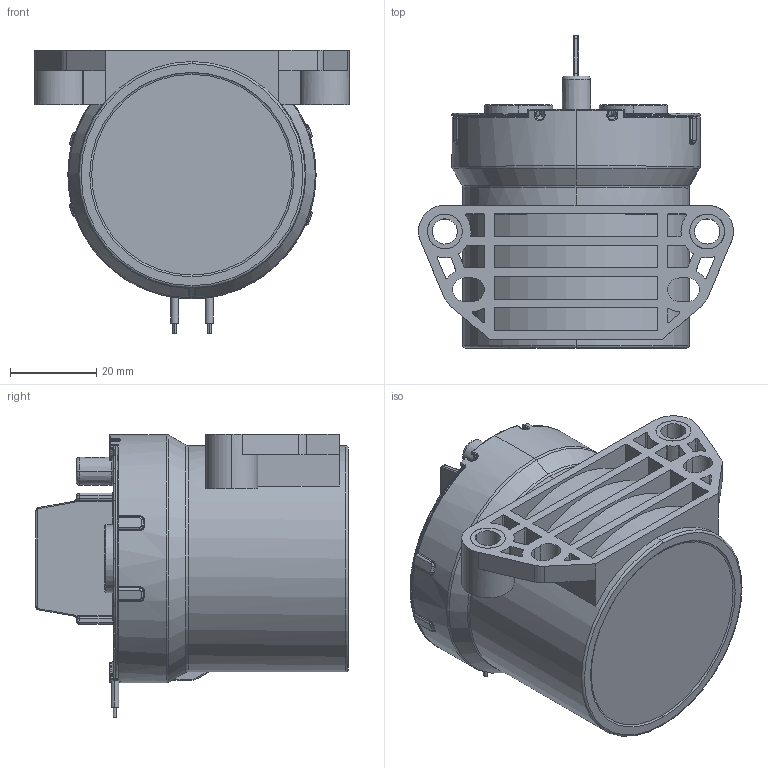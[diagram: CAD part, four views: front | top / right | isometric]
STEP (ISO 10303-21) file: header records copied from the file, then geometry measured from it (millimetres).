
FILE_DESCRIPTION (( 'STEP AP203' ), '1' );
FILE_NAME ('1564_mod_TW_012617.STEP', '2017-01-26T18:31:53', ( 'Temp' ), ( '' ), 'SwSTEP 2.0', 'SolidWorks 2014', '' );
FILE_SCHEMA (( 'CONFIG_CONTROL_DESIGN' ));
Length unit declared in the file: inch
Products named in the file (1): 1564_mod_TW_012617
Bounding box: 73.15 x 72.52 x 65.96 mm (x, y, z)
Surface area: 26954.7 mm2 (no closed solid volume)
Topology: 0 solids, 14 shells, 829 faces, 2676 edges, 1763 vertices
Faces by surface type: cylinder 286, plane 189, torus 156, bspline 138, cone 31, sphere 29
Entity records: 33601 total; most frequent: CARTESIAN_POINT 11389, DIRECTION 4661, ORIENTED_EDGE 4381, EDGE_CURVE 2633, AXIS2_PLACEMENT_3D 1846, VERTEX_POINT 1761, CIRCLE 1154, VECTOR 969
